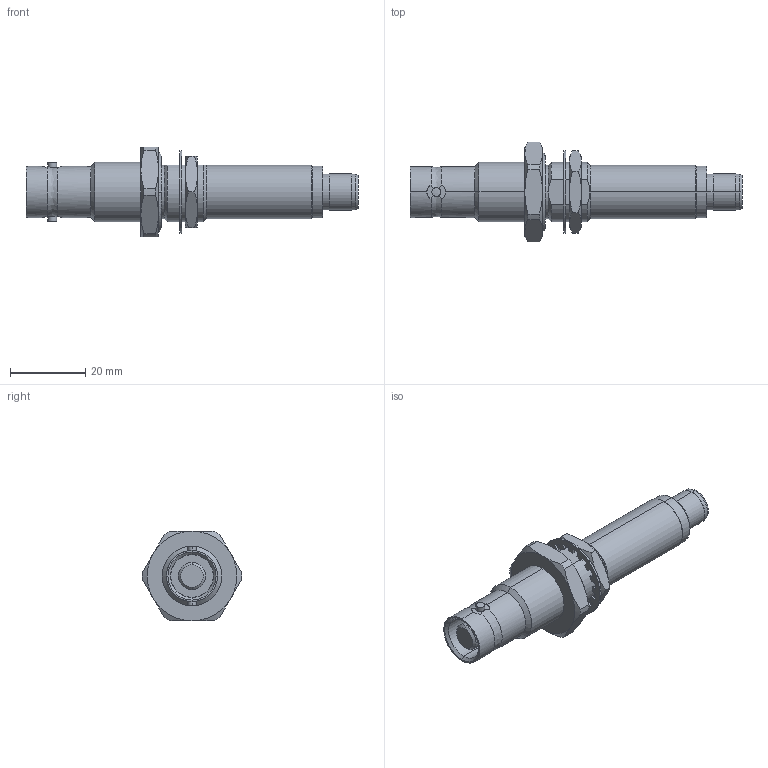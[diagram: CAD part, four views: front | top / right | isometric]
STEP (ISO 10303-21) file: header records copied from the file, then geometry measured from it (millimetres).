
FILE_DESCRIPTION (( 'STEP AP214' ), '1' );
FILE_NAME ('FMCN45843_3D.STEP', '2022-09-21T16:55:11', ( '' ), ( '' ), 'SwSTEP 2.0', 'SolidWorks 2021', '' );
FILE_SCHEMA (( 'AUTOMOTIVE_DESIGN' ));
Length unit declared in the file: inch
Products named in the file (5): N8105-8; N8105-7_2; 20KV-8105-0213; FMCN45843_3D; 20KV8500-4
Assembly tree (4 placements, depth 2):
  FMCN45843_3D
    20KV-8105-0213
    N8105-7_2
    N8105-8
    20KV8500-4
Bounding box: 88.45 x 26.59 x 23.85 mm (x, y, z)
Volume: 12499.8 mm3; surface area: 9584.2 mm2
Topology: 4 solids, 4 shells, 198 faces, 494 edges, 312 vertices
Faces by surface type: cylinder 82, plane 65, cone 30, bspline 21
Entity records: 6598 total; most frequent: CARTESIAN_POINT 1690, DIRECTION 999, ORIENTED_EDGE 988, EDGE_CURVE 494, AXIS2_PLACEMENT_3D 393, VERTEX_POINT 312, VECTOR 213, LINE 213
